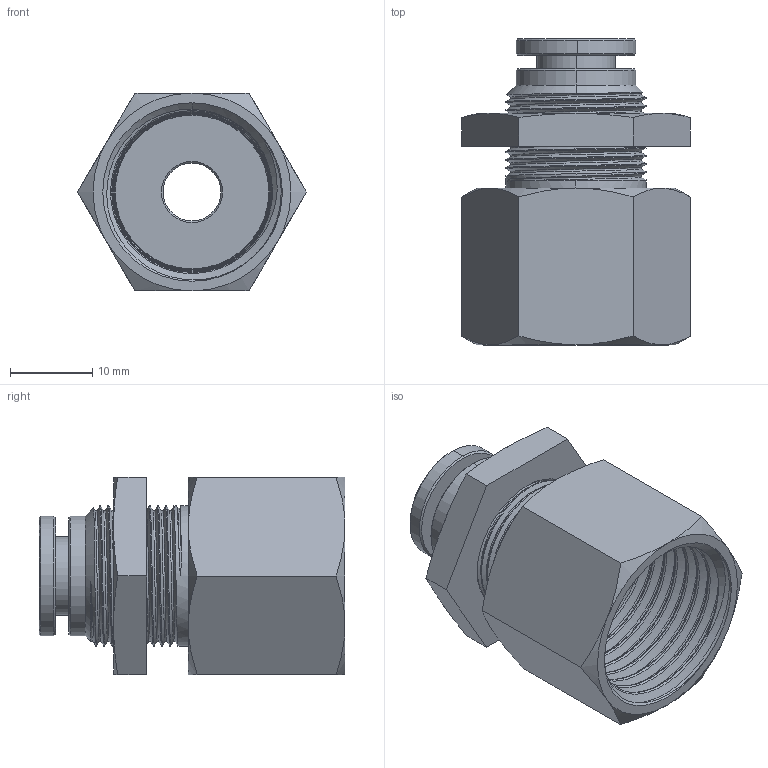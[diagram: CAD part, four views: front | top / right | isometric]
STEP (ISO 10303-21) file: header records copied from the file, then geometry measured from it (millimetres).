
FILE_DESCRIPTION (( 'STEP AP214' ), '1' );
FILE_NAME ('BCS8R1-2W.STEP', '2018-07-12T15:16:47', ( '' ), ( '' ), 'SwSTEP 2.0', 'SolidWorks 2016', '' );
FILE_SCHEMA (( 'AUTOMOTIVE_DESIGN' ));
Length unit declared in the file: millimetre
Products named in the file (1): BCS8R1-2W
Bounding box: 27.71 x 37.1 x 24 mm (x, y, z)
Volume: 7802 mm3; surface area: 8886.1 mm2
Topology: 7 solids, 7 shells, 560 faces, 1463 edges, 922 vertices
Faces by surface type: cone 256, plane 163, cylinder 91, bspline 48, torus 2
Entity records: 36354 total; most frequent: CARTESIAN_POINT 17754, ORIENTED_EDGE 2926, DIRECTION 2108, EDGE_CURVE 1463, VERTEX_POINT 922, AXIS2_PLACEMENT_3D 886, B_SPLINE_CURVE_WITH_KNOTS 738, EDGE_LOOP 579
